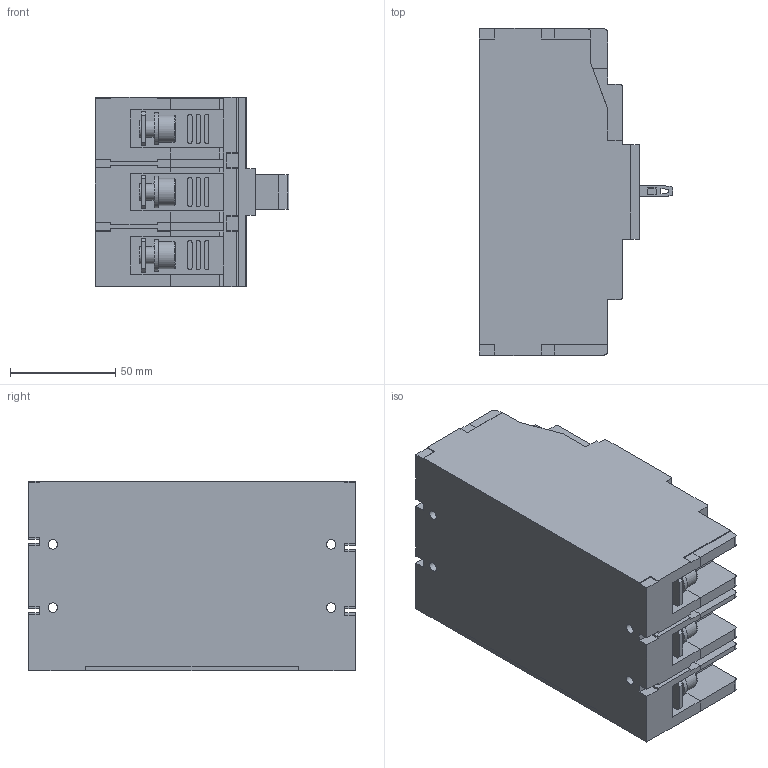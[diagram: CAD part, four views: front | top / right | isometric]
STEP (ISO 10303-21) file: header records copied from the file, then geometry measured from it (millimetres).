
FILE_DESCRIPTION( ( 'Unknown' ), '1' );
FILE_NAME( 'EB2 125 3P.stp', 'Unknown', ( 'Unknown' ), ( 'Unknown' ), 'PSStep 14.0', 'Unknown', ' ' );
FILE_SCHEMA( ( 'AUTOMOTIVE_DESIGN { 1 0 10303 214 1 1 1 1 }' ) );
Length unit declared in the file: millimetre
Products named in the file (9): Assem1; ETIBREAK 2; PS SS DA NA; Tampon_ETI-EB2; SZKIELKO; EB2 125 3P
Assembly tree (8 placements, depth 2):
  Assem1
    ETIBREAK 2
    PS SS DA NA
    Tampon_ETI-EB2
    SZKIELKO
    EB2 125 3P
    EB2 125 3P
    EB2 125 3P
    EB2 125 3P
Bounding box: 92 x 155 x 90 mm (x, y, z)
Volume: 843350.2 mm3; surface area: 92843.7 mm2
Topology: 8 solids, 8 shells, 980 faces, 2582 edges, 1721 vertices
Faces by surface type: plane 831, cylinder 115, extrusion 28, torus 6
Full cylindrical faces by diameter (mm): 4.5 x4, 6 x2, 8 x6, 8.5 x2, 10 x6, 12.98 x6, 15 x3
Entity records: 39358 total; most frequent: CARTESIAN_POINT 7015, ORIENTED_EDGE 5064, DIRECTION 4666, EDGE_CURVE 2532, VECTOR 2264, LINE 2236, VERTEX_POINT 1706, AXIS2_PLACEMENT_3D 1201
